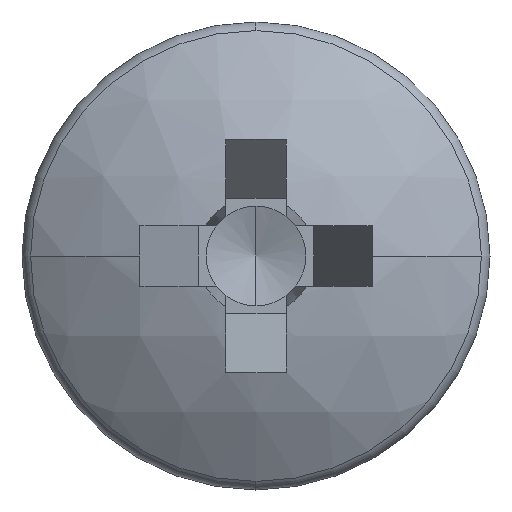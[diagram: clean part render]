
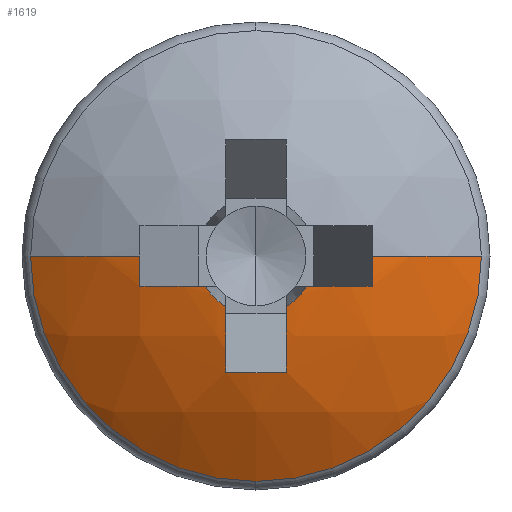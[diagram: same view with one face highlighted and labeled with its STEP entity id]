
A CAD part, left-side view. The second image highlights one B-rep face of the part: STEP entity #1619.
In plain terms, the highlighted spherical face has radius 6.5 mm.
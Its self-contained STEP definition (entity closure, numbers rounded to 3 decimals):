
#39 = EDGE_LOOP ( 'NONE', ( #3902, #2247, #632, #3747, #1334, #2143, #2976, #385, #3578, #1741, #1853, #3049, #2271 ) ) ;
#109 = CARTESIAN_POINT ( 'NONE',  ( 6.064, 0., 0.874 ) ) ;
#127 = DIRECTION ( 'NONE',  ( -0.895, 0., -0.446 ) ) ;
#149 = VERTEX_POINT ( 'NONE', #3832 ) ;
#158 = CARTESIAN_POINT ( 'NONE',  ( 0.079, 0.515, -0.868 ) ) ;
#162 = CIRCLE ( 'NONE', #1036, 6.426 ) ;
#167 = DIRECTION ( 'NONE',  ( 0., 0., 1. ) ) ;
#172 = CARTESIAN_POINT ( 'NONE',  ( 1.265, 0., -3.853 ) ) ;
#187 = CARTESIAN_POINT ( 'NONE',  ( 6.5, 0.515, 0. ) ) ;
#196 = DIRECTION ( 'NONE',  ( 0., -1., 0. ) ) ;
#212 = CIRCLE ( 'NONE', #1217, 6.48 ) ;
#254 = CARTESIAN_POINT ( 'NONE',  ( 6.5, 0., 0. ) ) ;
#257 = DIRECTION ( 'NONE',  ( 0., 1., 0. ) ) ;
#265 = CIRCLE ( 'NONE', #409, 6.5 ) ;
#317 = DIRECTION ( 'NONE',  ( 1., 0., 0. ) ) ;
#320 = CARTESIAN_POINT ( 'NONE',  ( 1.265, 3.853, 0. ) ) ;
#362 = CARTESIAN_POINT ( 'NONE',  ( 6.5, 0., -0.515 ) ) ;
#379 = VERTEX_POINT ( 'NONE', #1106 ) ;
#385 = ORIENTED_EDGE ( 'NONE', *, *, #1072, .T. ) ;
#409 = AXIS2_PLACEMENT_3D ( 'NONE', #254, #909, #1546 ) ;
#440 = CARTESIAN_POINT ( 'NONE',  ( 0.079, 0., 0. ) ) ;
#620 = DIRECTION ( 'NONE',  ( 0., 0., 1. ) ) ;
#632 = ORIENTED_EDGE ( 'NONE', *, *, #1269, .T. ) ;
#702 = CARTESIAN_POINT ( 'NONE',  ( 1.265, -3.853, 0. ) ) ;
#860 = CARTESIAN_POINT ( 'NONE',  ( 6.5, 0., -0.515 ) ) ;
#900 = EDGE_CURVE ( 'NONE', #2251, #149, #1118, .T. ) ;
#909 = DIRECTION ( 'NONE',  ( 0., 0., 1. ) ) ;
#926 = DIRECTION ( 'NONE',  ( 0., 1., 0. ) ) ;
#1015 = AXIS2_PLACEMENT_3D ( 'NONE', #440, #2347, #2364 ) ;
#1036 = AXIS2_PLACEMENT_3D ( 'NONE', #2648, #1680, #2606 ) ;
#1037 = VERTEX_POINT ( 'NONE', #1416 ) ;
#1063 = VERTEX_POINT ( 'NONE', #172 ) ;
#1072 = EDGE_CURVE ( 'NONE', #1037, #1613, #3572, .T. ) ;
#1106 = CARTESIAN_POINT ( 'NONE',  ( 0.332, 1.985, -0.515 ) ) ;
#1118 = CIRCLE ( 'NONE', #3132, 1.009 ) ;
#1217 = AXIS2_PLACEMENT_3D ( 'NONE', #860, #1504, #4060 ) ;
#1243 = CARTESIAN_POINT ( 'NONE',  ( 0.332, -1.985, -0.515 ) ) ;
#1252 = DIRECTION ( 'NONE',  ( 0., 0., 1. ) ) ;
#1269 = EDGE_CURVE ( 'NONE', #3496, #3731, #1855, .T. ) ;
#1320 = EDGE_CURVE ( 'NONE', #149, #2193, #1550, .T. ) ;
#1334 = ORIENTED_EDGE ( 'NONE', *, *, #1320, .F. ) ;
#1342 = CARTESIAN_POINT ( 'NONE',  ( 0.079, 0.868, -0.515 ) ) ;
#1416 = CARTESIAN_POINT ( 'NONE',  ( 0.332, -0.515, -1.985 ) ) ;
#1504 = DIRECTION ( 'NONE',  ( 0., 0., 1. ) ) ;
#1541 = CARTESIAN_POINT ( 'NONE',  ( 0.313, -1.994, 0. ) ) ;
#1546 = DIRECTION ( 'NONE',  ( 1., 0., 0. ) ) ;
#1550 = CIRCLE ( 'NONE', #2080, 6.48 ) ;
#1557 = CARTESIAN_POINT ( 'NONE',  ( 1.265, 0., 0. ) ) ;
#1573 = CARTESIAN_POINT ( 'NONE',  ( 6.5, 0., 0. ) ) ;
#1613 = VERTEX_POINT ( 'NONE', #2460 ) ;
#1619 = ADVANCED_FACE ( 'NONE', ( #2366 ), #2469, .T. ) ;
#1660 = AXIS2_PLACEMENT_3D ( 'NONE', #1905, #926, #620 ) ;
#1680 = DIRECTION ( 'NONE',  ( 0.446, 0.895, 0. ) ) ;
#1694 = CIRCLE ( 'NONE', #3665, 6.426 ) ;
#1741 = ORIENTED_EDGE ( 'NONE', *, *, #2982, .F. ) ;
#1792 = DIRECTION ( 'NONE',  ( -1., 0., 0. ) ) ;
#1794 = DIRECTION ( 'NONE',  ( 0.446, -0.895, 0. ) ) ;
#1844 = CARTESIAN_POINT ( 'NONE',  ( 0.313, 1.994, 0. ) ) ;
#1853 = ORIENTED_EDGE ( 'NONE', *, *, #2610, .F. ) ;
#1855 = CIRCLE ( 'NONE', #3032, 6.5 ) ;
#1905 = CARTESIAN_POINT ( 'NONE',  ( 6.5, -0.515, 0. ) ) ;
#2030 = AXIS2_PLACEMENT_3D ( 'NONE', #1557, #4111, #1252 ) ;
#2048 = CARTESIAN_POINT ( 'NONE',  ( 0.079, -0.515, -0.868 ) ) ;
#2080 = AXIS2_PLACEMENT_3D ( 'NONE', #362, #3565, #317 ) ;
#2143 = ORIENTED_EDGE ( 'NONE', *, *, #900, .F. ) ;
#2193 = VERTEX_POINT ( 'NONE', #1243 ) ;
#2228 = EDGE_CURVE ( 'NONE', #2255, #1063, #2615, .T. ) ;
#2247 = ORIENTED_EDGE ( 'NONE', *, *, #3730, .T. ) ;
#2251 = VERTEX_POINT ( 'NONE', #2048 ) ;
#2255 = VERTEX_POINT ( 'NONE', #320 ) ;
#2271 = ORIENTED_EDGE ( 'NONE', *, *, #3282, .F. ) ;
#2335 = CARTESIAN_POINT ( 'NONE',  ( 0.079, 0., 0. ) ) ;
#2347 = DIRECTION ( 'NONE',  ( -1., 0., 0. ) ) ;
#2364 = DIRECTION ( 'NONE',  ( 0., 0., -1. ) ) ;
#2366 = FACE_OUTER_BOUND ( 'NONE', #39, .T. ) ;
#2400 = DIRECTION ( 'NONE',  ( 0., 1., 0. ) ) ;
#2419 = CARTESIAN_POINT ( 'NONE',  ( 6.5, 0., 0. ) ) ;
#2460 = CARTESIAN_POINT ( 'NONE',  ( 0.332, 0.515, -1.985 ) ) ;
#2469 = SPHERICAL_SURFACE ( 'NONE', #3280, 6.5 ) ;
#2542 = VERTEX_POINT ( 'NONE', #158 ) ;
#2606 = DIRECTION ( 'NONE',  ( -0.895, 0.446, 0. ) ) ;
#2610 = EDGE_CURVE ( 'NONE', #379, #2940, #212, .T. ) ;
#2615 = CIRCLE ( 'NONE', #3854, 3.853 ) ;
#2648 = CARTESIAN_POINT ( 'NONE',  ( 6.064, -0.874, 0. ) ) ;
#2649 = DIRECTION ( 'NONE',  ( 0., 0., -1. ) ) ;
#2658 = EDGE_CURVE ( 'NONE', #2542, #1613, #3356, .T. ) ;
#2712 = CIRCLE ( 'NONE', #1015, 1.009 ) ;
#2745 = EDGE_CURVE ( 'NONE', #1037, #2251, #3157, .T. ) ;
#2786 = DIRECTION ( 'NONE',  ( 0., 0., -1. ) ) ;
#2795 = CIRCLE ( 'NONE', #2030, 3.853 ) ;
#2821 = EDGE_CURVE ( 'NONE', #379, #3795, #162, .T. ) ;
#2940 = VERTEX_POINT ( 'NONE', #1342 ) ;
#2976 = ORIENTED_EDGE ( 'NONE', *, *, #2745, .F. ) ;
#2982 = EDGE_CURVE ( 'NONE', #2940, #2542, #2712, .T. ) ;
#2992 = DIRECTION ( 'NONE',  ( -1., 0., 0. ) ) ;
#3032 = AXIS2_PLACEMENT_3D ( 'NONE', #1573, #3505, #257 ) ;
#3049 = ORIENTED_EDGE ( 'NONE', *, *, #2821, .T. ) ;
#3132 = AXIS2_PLACEMENT_3D ( 'NONE', #2335, #2992, #2649 ) ;
#3137 = EDGE_CURVE ( 'NONE', #3731, #2193, #1694, .T. ) ;
#3157 = CIRCLE ( 'NONE', #1660, 6.48 ) ;
#3280 = AXIS2_PLACEMENT_3D ( 'NONE', #2419, #4011, #2400 ) ;
#3282 = EDGE_CURVE ( 'NONE', #2255, #3795, #265, .T. ) ;
#3356 = CIRCLE ( 'NONE', #4103, 6.48 ) ;
#3394 = AXIS2_PLACEMENT_3D ( 'NONE', #109, #3672, #127 ) ;
#3496 = VERTEX_POINT ( 'NONE', #702 ) ;
#3505 = DIRECTION ( 'NONE',  ( 0., 0., -1. ) ) ;
#3565 = DIRECTION ( 'NONE',  ( 0., 0., 1. ) ) ;
#3572 = CIRCLE ( 'NONE', #3394, 6.426 ) ;
#3578 = ORIENTED_EDGE ( 'NONE', *, *, #2658, .F. ) ;
#3665 = AXIS2_PLACEMENT_3D ( 'NONE', #3714, #1794, #4040 ) ;
#3672 = DIRECTION ( 'NONE',  ( 0.446, 0., -0.895 ) ) ;
#3711 = CARTESIAN_POINT ( 'NONE',  ( 1.265, 0., 0. ) ) ;
#3714 = CARTESIAN_POINT ( 'NONE',  ( 6.064, 0.874, 0. ) ) ;
#3730 = EDGE_CURVE ( 'NONE', #1063, #3496, #2795, .T. ) ;
#3731 = VERTEX_POINT ( 'NONE', #1541 ) ;
#3747 = ORIENTED_EDGE ( 'NONE', *, *, #3137, .T. ) ;
#3795 = VERTEX_POINT ( 'NONE', #1844 ) ;
#3832 = CARTESIAN_POINT ( 'NONE',  ( 0.079, -0.868, -0.515 ) ) ;
#3854 = AXIS2_PLACEMENT_3D ( 'NONE', #3711, #1792, #167 ) ;
#3902 = ORIENTED_EDGE ( 'NONE', *, *, #2228, .T. ) ;
#4011 = DIRECTION ( 'NONE',  ( 0., 0., -1. ) ) ;
#4040 = DIRECTION ( 'NONE',  ( 0.895, 0.446, 0. ) ) ;
#4060 = DIRECTION ( 'NONE',  ( 1., 0., 0. ) ) ;
#4103 = AXIS2_PLACEMENT_3D ( 'NONE', #187, #196, #2786 ) ;
#4111 = DIRECTION ( 'NONE',  ( -1., 0., 0. ) ) ;
